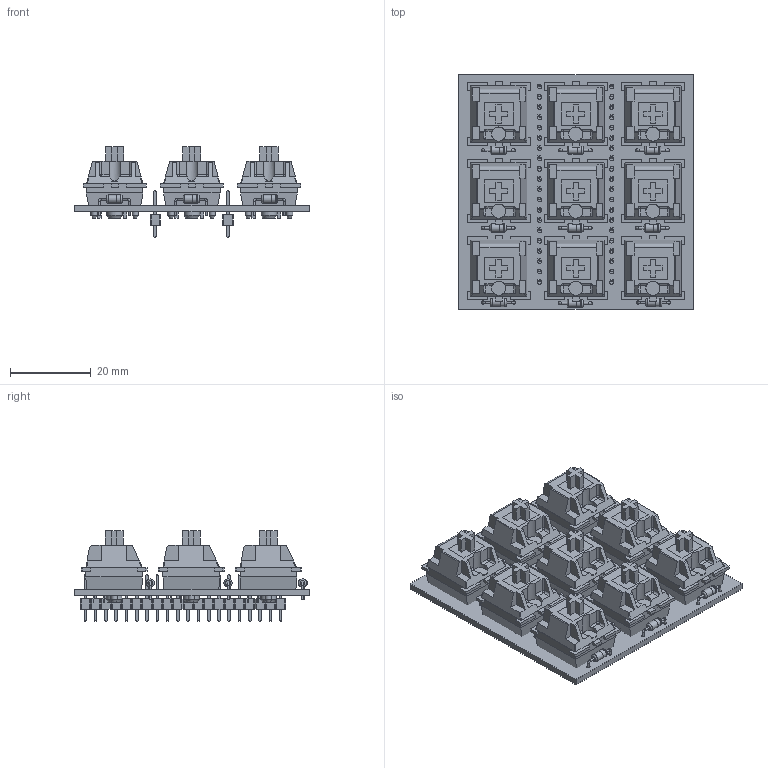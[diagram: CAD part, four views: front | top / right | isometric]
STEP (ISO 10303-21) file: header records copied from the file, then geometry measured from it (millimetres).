
FILE_DESCRIPTION(('KiCad electronic assembly'),'2;1');
FILE_NAME('macropad.step','2024-08-31T17:07:55',('Pcbnew'),('Kicad'), 'Open CASCADE STEP processor 7.8','KiCad to STEP converter','Unknown' );
FILE_SCHEMA(('AUTOMOTIVE_DESIGN { 1 0 10303 214 1 1 1 1 }'));
Length unit declared in the file: millimetre
Products named in the file (8): macropad 1; switch; cherry mx v28; D_DO-35_SOD27_P7.62mm_Horizontal; PinHeader_1x20_P2.54mm_Vertical; PinHeader_1x20_P254mm_Vertical; macropad_PCB
Assembly tree (24 placements, depth 3):
  macropad 1
    switch  x9
      cherry mx v28
    D_DO-35_SOD27_P7.62mm_Horizontal  x9
      D_DO-35_SOD27_P7.62mm_Horizontal
    PinHeader_1x20_P2.54mm_Vertical  x2
      PinHeader_1x20_P254mm_Vertical
    macropad_PCB
Bounding box: 58 x 58 x 22.38 mm (x, y, z)
Volume: 21749.1 mm3; surface area: 25358.1 mm2
Topology: 93 solids, 93 shells, 2364 faces, 5695 edges, 3633 vertices
Faces by surface type: plane 1973, cylinder 310, torus 36, cone 27, sphere 18
Full cylindrical faces by diameter (mm): 0.5 x27, 0.8 x18, 1.02 x40, 1.5 x18, 1.6 x18, 2 x18, 2.02 x9, 3.85 x9, 4 x9
Entity records: 24945 total; most frequent: CARTESIAN_POINT 3671, ORIENTED_EDGE 3554, DIRECTION 3490, EDGE_CURVE 1777, LINE 1538, VECTOR 1538, VERTEX_POINT 1125, AXIS2_PLACEMENT_3D 976
